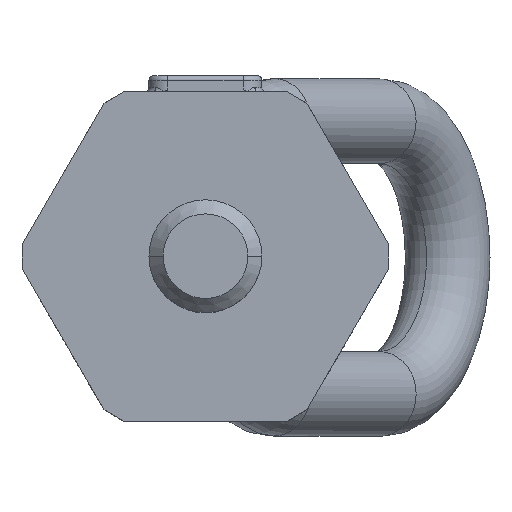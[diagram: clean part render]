
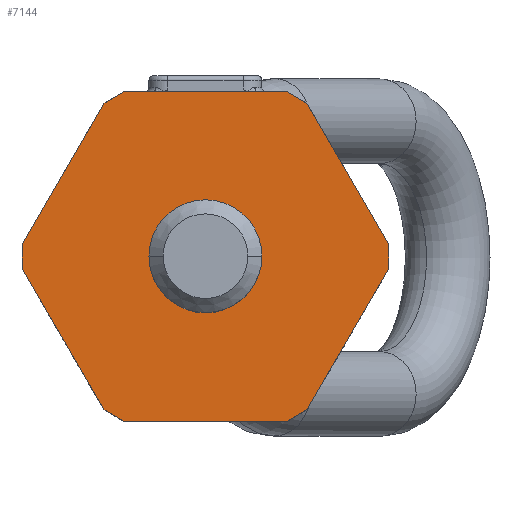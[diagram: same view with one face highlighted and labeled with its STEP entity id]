
A CAD part, top view. The second image highlights one B-rep face of the part: STEP entity #7144.
In plain terms, the highlighted planar face has unit normal (0, 0, 1).
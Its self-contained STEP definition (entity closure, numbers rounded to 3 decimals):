
#1=DIRECTION('',(-0.866,-0.499,0.));
#2=VECTOR('',#1,4.833);
#3=CARTESIAN_POINT('',(-17.385,35.,61.7));
#4=LINE('',#3,#2);
#18=CARTESIAN_POINT('',(0.,0.,61.7));
#19=DIRECTION('',(0.,0.,1.));
#20=DIRECTION('',(1.,0.,0.));
#21=AXIS2_PLACEMENT_3D('',#18,#19,#20);
#23=CARTESIAN_POINT('',(0.,0.,61.7));
#24=DIRECTION('',(0.,0.,1.));
#25=DIRECTION('',(-1.,0.,0.));
#26=AXIS2_PLACEMENT_3D('',#23,#24,#25);
#41=DIRECTION('',(-1.,0.,0.));
#42=VECTOR('',#41,34.769);
#43=CARTESIAN_POINT('',(17.385,35.,61.7));
#44=LINE('',#43,#42);
#639=DIRECTION('',(-0.501,-0.865,0.));
#640=VECTOR('',#639,34.772);
#641=CARTESIAN_POINT('',(-21.571,32.587,61.7));
#642=LINE('',#641,#640);
#647=DIRECTION('',(0.,-1.,0.));
#648=VECTOR('',#647,4.997);
#649=CARTESIAN_POINT('',(-39.,2.499,61.7));
#650=LINE('',#649,#648);
#669=DIRECTION('',(0.501,-0.865,0.));
#670=VECTOR('',#669,34.77);
#671=CARTESIAN_POINT('',(-39.,-2.499,61.7));
#672=LINE('',#671,#670);
#707=DIRECTION('',(0.866,-0.499,0.));
#708=VECTOR('',#707,4.833);
#709=CARTESIAN_POINT('',(-21.573,-32.586,61.7));
#710=LINE('',#709,#708);
#852=DIRECTION('',(1.,0.,0.));
#853=VECTOR('',#852,34.772);
#854=CARTESIAN_POINT('',(-17.386,-35.,61.7));
#855=LINE('',#854,#853);
#2941=DIRECTION('',(0.866,0.499,0.));
#2942=VECTOR('',#2941,4.833);
#2943=CARTESIAN_POINT('',(17.386,-35.,61.7));
#2944=LINE('',#2943,#2942);
#2954=DIRECTION('',(0.501,0.865,0.));
#2955=VECTOR('',#2954,34.769);
#2956=CARTESIAN_POINT('',(21.573,-32.586,61.7));
#2957=LINE('',#2956,#2955);
#2962=DIRECTION('',(0.,1.,0.));
#2963=VECTOR('',#2962,5.);
#2964=CARTESIAN_POINT('',(39.,-2.5,61.7));
#2965=LINE('',#2964,#2963);
#2970=DIRECTION('',(-0.501,0.865,0.));
#2971=VECTOR('',#2970,34.768);
#2972=CARTESIAN_POINT('',(39.,2.5,61.7));
#2973=LINE('',#2972,#2971);
#2978=DIRECTION('',(-0.866,0.499,0.));
#2979=VECTOR('',#2978,4.835);
#2980=CARTESIAN_POINT('',(21.574,32.585,61.7));
#2981=LINE('',#2980,#2979);
#6865=CARTESIAN_POINT('',(-17.385,35.,61.7));
#6866=CARTESIAN_POINT('',(-21.571,32.587,61.7));
#6867=VERTEX_POINT('',#6865);
#6868=VERTEX_POINT('',#6866);
#6869=CARTESIAN_POINT('',(-39.,2.499,61.7));
#6870=VERTEX_POINT('',#6869);
#6871=CARTESIAN_POINT('',(-39.,-2.499,61.7));
#6872=VERTEX_POINT('',#6871);
#6873=CARTESIAN_POINT('',(-21.573,-32.586,61.7));
#6874=VERTEX_POINT('',#6873);
#6875=CARTESIAN_POINT('',(-17.386,-35.,61.7));
#6876=VERTEX_POINT('',#6875);
#6877=CARTESIAN_POINT('',(17.386,-35.,61.7));
#6878=VERTEX_POINT('',#6877);
#6879=CARTESIAN_POINT('',(21.573,-32.586,61.7));
#6880=VERTEX_POINT('',#6879);
#6881=CARTESIAN_POINT('',(39.,-2.5,61.7));
#6882=VERTEX_POINT('',#6881);
#6883=CARTESIAN_POINT('',(39.,2.5,61.7));
#6884=VERTEX_POINT('',#6883);
#6885=CARTESIAN_POINT('',(21.574,32.585,61.7));
#6886=VERTEX_POINT('',#6885);
#6887=CARTESIAN_POINT('',(17.385,35.,61.7));
#6888=VERTEX_POINT('',#6887);
#6897=CARTESIAN_POINT('',(12.,0.,61.7));
#6898=CARTESIAN_POINT('',(-12.,0.,61.7));
#6899=VERTEX_POINT('',#6897);
#6900=VERTEX_POINT('',#6898);
#7108=CARTESIAN_POINT('',(50.,-50.,61.7));
#7109=DIRECTION('',(0.,0.,-1.));
#7110=DIRECTION('',(-1.,0.,0.));
#7111=AXIS2_PLACEMENT_3D('',#7108,#7109,#7110);
#7112=PLANE('',#7111);
#7113=ORIENTED_EDGE('',*,*,#7097,.F.);
#7115=ORIENTED_EDGE('',*,*,#7114,.F.);
#7117=ORIENTED_EDGE('',*,*,#7116,.F.);
#7119=ORIENTED_EDGE('',*,*,#7118,.F.);
#7121=ORIENTED_EDGE('',*,*,#7120,.F.);
#7123=ORIENTED_EDGE('',*,*,#7122,.F.);
#7125=ORIENTED_EDGE('',*,*,#7124,.F.);
#7127=ORIENTED_EDGE('',*,*,#7126,.F.);
#7129=ORIENTED_EDGE('',*,*,#7128,.F.);
#7131=ORIENTED_EDGE('',*,*,#7130,.F.);
#7133=ORIENTED_EDGE('',*,*,#7132,.F.);
#7135=ORIENTED_EDGE('',*,*,#7134,.F.);
#7136=EDGE_LOOP('',(#7113,#7115,#7117,#7119,#7121,#7123,#7125,#7127,#7129,#7131,
#7133,#7135));
#7137=FACE_OUTER_BOUND('',#7136,.F.);
#7139=ORIENTED_EDGE('',*,*,#7138,.T.);
#7141=ORIENTED_EDGE('',*,*,#7140,.T.);
#7142=EDGE_LOOP('',(#7139,#7141));
#7143=FACE_BOUND('',#7142,.F.);
#7144=ADVANCED_FACE('',(#7137,#7143),#7112,.F.);
#22=CIRCLE('',#21,12.);
#27=CIRCLE('',#26,12.);
#7097=EDGE_CURVE('',#6867,#6868,#4,.T.);
#7114=EDGE_CURVE('',#6888,#6867,#44,.T.);
#7116=EDGE_CURVE('',#6886,#6888,#2981,.T.);
#7118=EDGE_CURVE('',#6884,#6886,#2973,.T.);
#7120=EDGE_CURVE('',#6882,#6884,#2965,.T.);
#7122=EDGE_CURVE('',#6880,#6882,#2957,.T.);
#7124=EDGE_CURVE('',#6878,#6880,#2944,.T.);
#7126=EDGE_CURVE('',#6876,#6878,#855,.T.);
#7128=EDGE_CURVE('',#6874,#6876,#710,.T.);
#7130=EDGE_CURVE('',#6872,#6874,#672,.T.);
#7132=EDGE_CURVE('',#6870,#6872,#650,.T.);
#7134=EDGE_CURVE('',#6868,#6870,#642,.T.);
#7138=EDGE_CURVE('',#6899,#6900,#22,.T.);
#7140=EDGE_CURVE('',#6900,#6899,#27,.T.);
